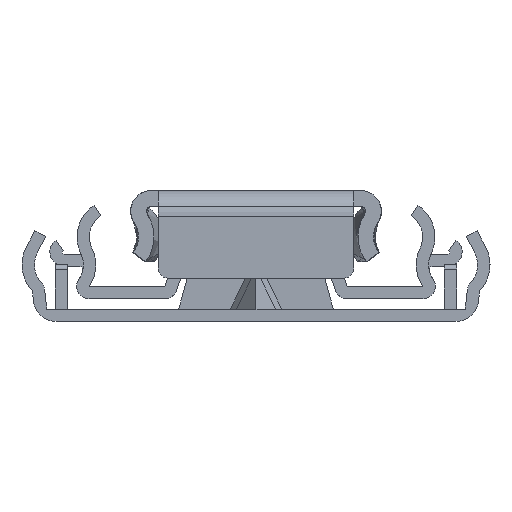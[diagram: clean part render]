
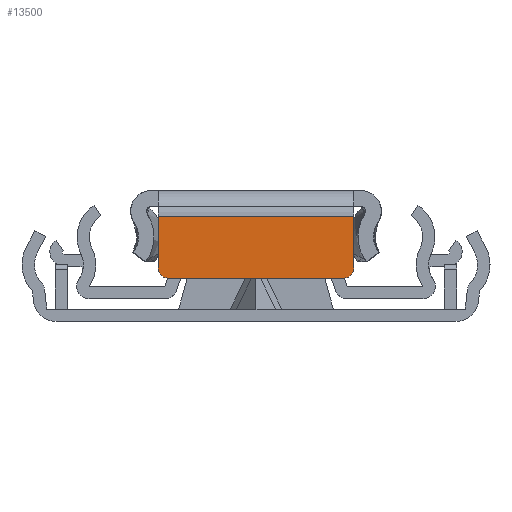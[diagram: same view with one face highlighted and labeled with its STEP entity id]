
A CAD part, left-side view. The second image highlights one B-rep face of the part: STEP entity #13500.
In plain terms, the highlighted planar face has unit normal (-1, 0, 0).
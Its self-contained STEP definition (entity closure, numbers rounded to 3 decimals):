
#279 = EDGE_CURVE ( 'NONE', #2237, #9239, #9753, .T. ) ;
#715 = DIRECTION ( 'NONE',  ( 0., 0., -1. ) ) ;
#842 = FACE_OUTER_BOUND ( 'NONE', #2661, .T. ) ;
#1537 = DIRECTION ( 'NONE',  ( 0., 1., 0. ) ) ;
#1584 = ORIENTED_EDGE ( 'NONE', *, *, #279, .F. ) ;
#1653 = CIRCLE ( 'NONE', #5329, 1. ) ;
#1745 = AXIS2_PLACEMENT_3D ( 'NONE', #13863, #7291, #715 ) ;
#1805 = LINE ( 'NONE', #12471, #6294 ) ;
#2237 = VERTEX_POINT ( 'NONE', #12572 ) ;
#2268 = EDGE_CURVE ( 'NONE', #5142, #10820, #13286, .T. ) ;
#2661 = EDGE_LOOP ( 'NONE', ( #13006, #5772, #5005, #13272, #1584, #12521 ) ) ;
#2719 = CARTESIAN_POINT ( 'NONE',  ( 147., 8.5, -7.75 ) ) ;
#3378 = CARTESIAN_POINT ( 'NONE',  ( 147., -9.5, -6.75 ) ) ;
#4267 = DIRECTION ( 'NONE',  ( -1., 0., 0. ) ) ;
#4393 = DIRECTION ( 'NONE',  ( 1., 0., 0. ) ) ;
#4439 = AXIS2_PLACEMENT_3D ( 'NONE', #6551, #4393, #12078 ) ;
#4749 = CARTESIAN_POINT ( 'NONE',  ( 147., 9.5, 0.75 ) ) ;
#4912 = VERTEX_POINT ( 'NONE', #3378 ) ;
#5005 = ORIENTED_EDGE ( 'NONE', *, *, #6185, .T. ) ;
#5142 = VERTEX_POINT ( 'NONE', #2719 ) ;
#5329 = AXIS2_PLACEMENT_3D ( 'NONE', #10835, #4267, #11945 ) ;
#5499 = EDGE_CURVE ( 'NONE', #8000, #9239, #1805, .T. ) ;
#5772 = ORIENTED_EDGE ( 'NONE', *, *, #9945, .T. ) ;
#5792 = VECTOR ( 'NONE', #12289, 1000. ) ;
#6185 = EDGE_CURVE ( 'NONE', #4912, #8000, #9045, .T. ) ;
#6214 = CARTESIAN_POINT ( 'NONE',  ( 147., 9.5, -7.75 ) ) ;
#6294 = VECTOR ( 'NONE', #1537, 1000. ) ;
#6551 = CARTESIAN_POINT ( 'NONE',  ( 147., 9.5, 0.75 ) ) ;
#6846 = VECTOR ( 'NONE', #7862, 1000. ) ;
#6995 = CIRCLE ( 'NONE', #1745, 1. ) ;
#7250 = CARTESIAN_POINT ( 'NONE',  ( 147., 9.5, -1.75 ) ) ;
#7291 = DIRECTION ( 'NONE',  ( -1., 0., 0. ) ) ;
#7627 = CARTESIAN_POINT ( 'NONE',  ( 147., -8.5, -7.75 ) ) ;
#7862 = DIRECTION ( 'NONE',  ( 0., 0., 1. ) ) ;
#8000 = VERTEX_POINT ( 'NONE', #9768 ) ;
#8966 = CARTESIAN_POINT ( 'NONE',  ( 147., -9.5, 0.75 ) ) ;
#9045 = LINE ( 'NONE', #8966, #5792 ) ;
#9239 = VERTEX_POINT ( 'NONE', #7250 ) ;
#9753 = LINE ( 'NONE', #4749, #6846 ) ;
#9768 = CARTESIAN_POINT ( 'NONE',  ( 147., -9.5, -1.75 ) ) ;
#9945 = EDGE_CURVE ( 'NONE', #10820, #4912, #6995, .T. ) ;
#10740 = EDGE_CURVE ( 'NONE', #2237, #5142, #1653, .T. ) ;
#10820 = VERTEX_POINT ( 'NONE', #7627 ) ;
#10835 = CARTESIAN_POINT ( 'NONE',  ( 147., 8.5, -6.75 ) ) ;
#10975 = PLANE ( 'NONE',  #4439 ) ;
#11697 = DIRECTION ( 'NONE',  ( 0., -1., 0. ) ) ;
#11945 = DIRECTION ( 'NONE',  ( 0., 0., -1. ) ) ;
#12078 = DIRECTION ( 'NONE',  ( 0., 0., -1. ) ) ;
#12289 = DIRECTION ( 'NONE',  ( 0., 0., 1. ) ) ;
#12471 = CARTESIAN_POINT ( 'NONE',  ( 147., 9.5, -1.75 ) ) ;
#12521 = ORIENTED_EDGE ( 'NONE', *, *, #10740, .T. ) ;
#12572 = CARTESIAN_POINT ( 'NONE',  ( 147., 9.5, -6.75 ) ) ;
#12593 = VECTOR ( 'NONE', #11697, 1000. ) ;
#13006 = ORIENTED_EDGE ( 'NONE', *, *, #2268, .T. ) ;
#13272 = ORIENTED_EDGE ( 'NONE', *, *, #5499, .T. ) ;
#13286 = LINE ( 'NONE', #6214, #12593 ) ;
#13500 = ADVANCED_FACE ( 'NONE', ( #842 ), #10975, .F. ) ;
#13863 = CARTESIAN_POINT ( 'NONE',  ( 147., -8.5, -6.75 ) ) ;
